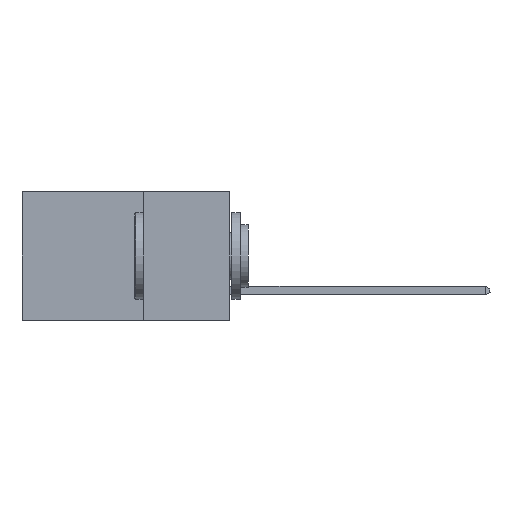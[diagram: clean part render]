
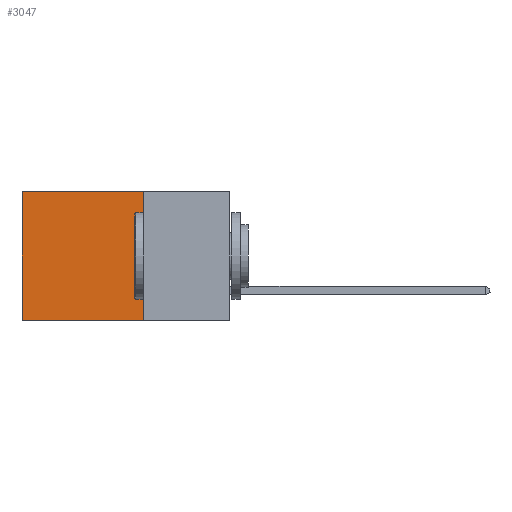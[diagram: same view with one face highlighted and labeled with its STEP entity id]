
A CAD part, left-side view. The second image highlights one B-rep face of the part: STEP entity #3047.
In plain terms, the highlighted planar face has unit normal (-1, 0, 0).
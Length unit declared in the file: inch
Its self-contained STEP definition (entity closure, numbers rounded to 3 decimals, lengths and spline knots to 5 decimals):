
#937 = DIRECTION ( 'NONE',  ( 0., 0., -1. ) ) ;
#1350 = CARTESIAN_POINT ( 'NONE',  ( 0.298, 0.25, -0.37 ) ) ;
#2572 = ORIENTED_EDGE ( 'NONE', *, *, #15676, .F. ) ;
#2632 = CARTESIAN_POINT ( 'NONE',  ( 0.298, 0.25, 0. ) ) ;
#3047 = ADVANCED_FACE ( 'NONE', ( #24616 ), #23610, .F. ) ;
#3927 = CARTESIAN_POINT ( 'NONE',  ( 0.298, 0.6, 0. ) ) ;
#5414 = DIRECTION ( 'NONE',  ( 0., 1., 0. ) ) ;
#5590 = CARTESIAN_POINT ( 'NONE',  ( 0.298, 0.25, 0. ) ) ;
#6936 = VERTEX_POINT ( 'NONE', #9772 ) ;
#7040 = VERTEX_POINT ( 'NONE', #12041 ) ;
#7114 = EDGE_CURVE ( 'NONE', #6936, #26027, #8263, .T. ) ;
#7736 = DIRECTION ( 'NONE',  ( 0., 0., -1. ) ) ;
#8263 = LINE ( 'NONE', #3927, #21216 ) ;
#9772 = CARTESIAN_POINT ( 'NONE',  ( 0.298, 0.6, 0. ) ) ;
#10473 = LINE ( 'NONE', #25748, #16339 ) ;
#12041 = CARTESIAN_POINT ( 'NONE',  ( 0.298, 0.25, -0.37 ) ) ;
#12148 = VECTOR ( 'NONE', #7736, 39.37008 ) ;
#12949 = AXIS2_PLACEMENT_3D ( 'NONE', #25610, #23965, #937 ) ;
#13212 = ORIENTED_EDGE ( 'NONE', *, *, #18833, .F. ) ;
#13238 = CARTESIAN_POINT ( 'NONE',  ( 0.298, 0.6, -0.37 ) ) ;
#13643 = VECTOR ( 'NONE', #5414, 39.37008 ) ;
#15590 = LINE ( 'NONE', #1350, #13643 ) ;
#15676 = EDGE_CURVE ( 'NONE', #7040, #26027, #15590, .T. ) ;
#16339 = VECTOR ( 'NONE', #21523, 39.37008 ) ;
#17660 = LINE ( 'NONE', #5590, #12148 ) ;
#18505 = VERTEX_POINT ( 'NONE', #2632 ) ;
#18833 = EDGE_CURVE ( 'NONE', #18505, #7040, #17660, .T. ) ;
#19892 = ORIENTED_EDGE ( 'NONE', *, *, #26367, .T. ) ;
#20619 = DIRECTION ( 'NONE',  ( 0., 0., -1. ) ) ;
#21152 = ORIENTED_EDGE ( 'NONE', *, *, #7114, .T. ) ;
#21216 = VECTOR ( 'NONE', #20619, 39.37008 ) ;
#21523 = DIRECTION ( 'NONE',  ( 0., 1., 0. ) ) ;
#23174 = EDGE_LOOP ( 'NONE', ( #21152, #2572, #13212, #19892 ) ) ;
#23610 = PLANE ( 'NONE',  #12949 ) ;
#23965 = DIRECTION ( 'NONE',  ( 1., 0., 0. ) ) ;
#24616 = FACE_OUTER_BOUND ( 'NONE', #23174, .T. ) ;
#25610 = CARTESIAN_POINT ( 'NONE',  ( 0.298, 0.25, 0. ) ) ;
#25748 = CARTESIAN_POINT ( 'NONE',  ( 0.298, 0.25, 0. ) ) ;
#26027 = VERTEX_POINT ( 'NONE', #13238 ) ;
#26367 = EDGE_CURVE ( 'NONE', #18505, #6936, #10473, .T. ) ;
